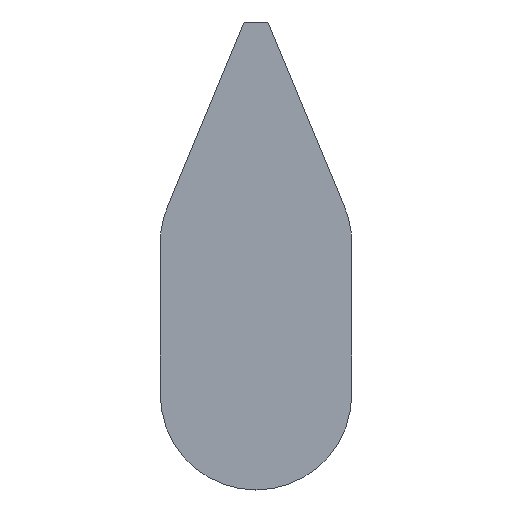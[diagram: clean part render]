
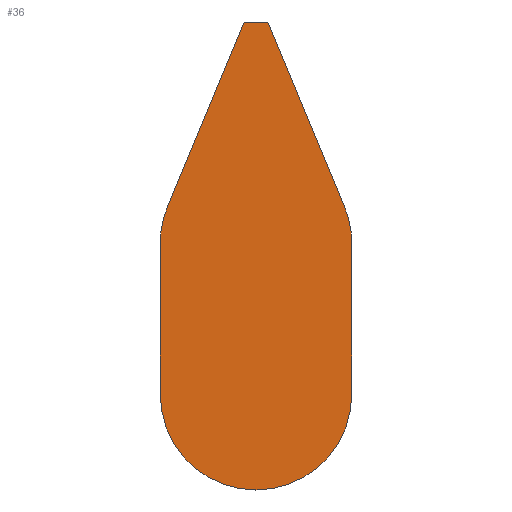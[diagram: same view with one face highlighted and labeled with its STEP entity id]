
A CAD part, top view. The second image highlights one B-rep face of the part: STEP entity #36.
In plain terms, the highlighted planar face has unit normal (0, 0, 1).
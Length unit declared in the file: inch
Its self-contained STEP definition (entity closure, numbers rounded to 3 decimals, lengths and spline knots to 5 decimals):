
#1 = DIRECTION ( 'NONE',  ( 0., 0., 1. ) ) ;
#6 = ORIENTED_EDGE ( 'NONE', *, *, #10, .T. ) ;
#10 = EDGE_CURVE ( 'NONE', #259, #363, #338, .T. ) ;
#13 = DIRECTION ( 'NONE',  ( 0., 1., 0. ) ) ;
#22 = DIRECTION ( 'NONE',  ( 0., 0., 1. ) ) ;
#24 = VECTOR ( 'NONE', #75, 39.37008 ) ;
#32 = CARTESIAN_POINT ( 'NONE',  ( 0.90198, 1.17474, 0. ) ) ;
#34 = CIRCLE ( 'NONE', #300, 0.25 ) ;
#36 = ADVANCED_FACE ( 'NONE', ( #190 ), #220, .T. ) ;
#56 = DIRECTION ( 'NONE',  ( 0., -1., 0. ) ) ;
#60 = CARTESIAN_POINT ( 'NONE',  ( 0.63976, 0.69257, 0. ) ) ;
#62 = CIRCLE ( 'NONE', #334, 0.25 ) ;
#64 = DIRECTION ( 'NONE',  ( 0., 0., 1. ) ) ;
#67 = ORIENTED_EDGE ( 'NONE', *, *, #347, .T. ) ;
#71 = VERTEX_POINT ( 'NONE', #81 ) ;
#73 = ORIENTED_EDGE ( 'NONE', *, *, #232, .T. ) ;
#75 = DIRECTION ( 'NONE',  ( -0.383, -0.924, 0. ) ) ;
#76 = CARTESIAN_POINT ( 'NONE',  ( 0.87073, 0.5969, 0. ) ) ;
#77 = CARTESIAN_POINT ( 'NONE',  ( 0.62073, 0.5969, 0. ) ) ;
#81 = CARTESIAN_POINT ( 'NONE',  ( 0.83948, 1.17474, 0. ) ) ;
#87 = DIRECTION ( 'NONE',  ( -0.383, 0.924, 0. ) ) ;
#109 = CARTESIAN_POINT ( 'NONE',  ( 0.90198, 1.17474, 0. ) ) ;
#117 = DIRECTION ( 'NONE',  ( 1., 0., 0. ) ) ;
#125 = LINE ( 'NONE', #317, #126 ) ;
#126 = VECTOR ( 'NONE', #87, 39.37008 ) ;
#128 = VECTOR ( 'NONE', #218, 39.37008 ) ;
#132 = EDGE_CURVE ( 'NONE', #366, #332, #198, .T. ) ;
#134 = EDGE_CURVE ( 'NONE', #210, #71, #138, .T. ) ;
#138 = LINE ( 'NONE', #109, #128 ) ;
#142 = CARTESIAN_POINT ( 'NONE',  ( 1.12073, 0.5969, 0. ) ) ;
#143 = CARTESIAN_POINT ( 'NONE',  ( 0.87073, 0.5969, 0. ) ) ;
#159 = EDGE_CURVE ( 'NONE', #363, #282, #365, .T. ) ;
#160 = ORIENTED_EDGE ( 'NONE', *, *, #134, .T. ) ;
#163 = AXIS2_PLACEMENT_3D ( 'NONE', #143, #22, #117 ) ;
#167 = CARTESIAN_POINT ( 'NONE',  ( 0.62073, 0.2032, 0. ) ) ;
#182 = ORIENTED_EDGE ( 'NONE', *, *, #159, .T. ) ;
#190 = FACE_OUTER_BOUND ( 'NONE', #356, .T. ) ;
#194 = VECTOR ( 'NONE', #56, 39.37008 ) ;
#198 = LINE ( 'NONE', #315, #194 ) ;
#206 = CARTESIAN_POINT ( 'NONE',  ( 1.1017, 0.69257, 0. ) ) ;
#209 = LINE ( 'NONE', #335, #24 ) ;
#210 = VERTEX_POINT ( 'NONE', #32 ) ;
#217 = VECTOR ( 'NONE', #13, 39.37008 ) ;
#218 = DIRECTION ( 'NONE',  ( -1., 0., 0. ) ) ;
#220 = PLANE ( 'NONE',  #163 ) ;
#230 = DIRECTION ( 'NONE',  ( 1., 0., 0. ) ) ;
#232 = EDGE_CURVE ( 'NONE', #330, #366, #34, .T. ) ;
#238 = ORIENTED_EDGE ( 'NONE', *, *, #297, .T. ) ;
#240 = ORIENTED_EDGE ( 'NONE', *, *, #248, .T. ) ;
#248 = EDGE_CURVE ( 'NONE', #282, #210, #125, .T. ) ;
#259 = VERTEX_POINT ( 'NONE', #287 ) ;
#260 = DIRECTION ( 'NONE',  ( 0., 0., 1. ) ) ;
#276 = ORIENTED_EDGE ( 'NONE', *, *, #132, .T. ) ;
#282 = VERTEX_POINT ( 'NONE', #206 ) ;
#287 = CARTESIAN_POINT ( 'NONE',  ( 1.12073, 0.2032, 0. ) ) ;
#290 = AXIS2_PLACEMENT_3D ( 'NONE', #76, #260, #230 ) ;
#297 = EDGE_CURVE ( 'NONE', #332, #259, #62, .T. ) ;
#300 = AXIS2_PLACEMENT_3D ( 'NONE', #353, #1, #348 ) ;
#314 = CARTESIAN_POINT ( 'NONE',  ( 1.12073, 0.2032, 0. ) ) ;
#315 = CARTESIAN_POINT ( 'NONE',  ( 0.62073, 0.2032, 0. ) ) ;
#317 = CARTESIAN_POINT ( 'NONE',  ( 0.90198, 1.17474, 0. ) ) ;
#324 = CARTESIAN_POINT ( 'NONE',  ( 0.87073, 0.2032, 0. ) ) ;
#330 = VERTEX_POINT ( 'NONE', #60 ) ;
#332 = VERTEX_POINT ( 'NONE', #167 ) ;
#334 = AXIS2_PLACEMENT_3D ( 'NONE', #324, #64, #345 ) ;
#335 = CARTESIAN_POINT ( 'NONE',  ( 0.83948, 1.17474, 0. ) ) ;
#338 = LINE ( 'NONE', #314, #217 ) ;
#345 = DIRECTION ( 'NONE',  ( 1., 0., 0. ) ) ;
#347 = EDGE_CURVE ( 'NONE', #71, #330, #209, .T. ) ;
#348 = DIRECTION ( 'NONE',  ( 1., 0., 0. ) ) ;
#353 = CARTESIAN_POINT ( 'NONE',  ( 0.87073, 0.5969, 0. ) ) ;
#356 = EDGE_LOOP ( 'NONE', ( #73, #276, #238, #6, #182, #240, #160, #67 ) ) ;
#363 = VERTEX_POINT ( 'NONE', #142 ) ;
#365 = CIRCLE ( 'NONE', #290, 0.25 ) ;
#366 = VERTEX_POINT ( 'NONE', #77 ) ;
